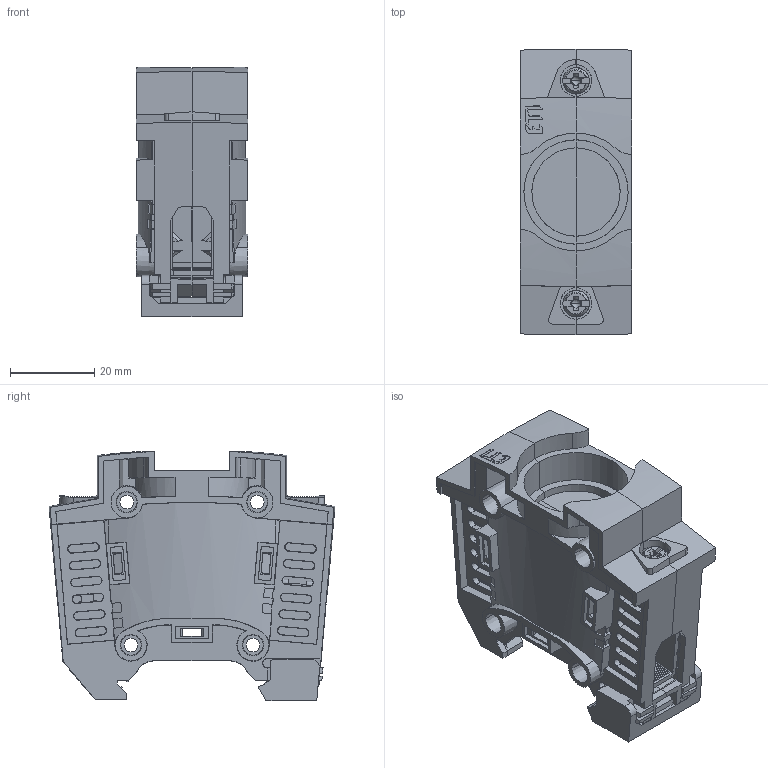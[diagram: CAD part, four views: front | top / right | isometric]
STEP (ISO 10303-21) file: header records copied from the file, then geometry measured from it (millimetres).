
FILE_DESCRIPTION((''),'2;1');
FILE_NAME('BETA_ASM','2021-05-10T',('marketing.praksa'),('Audax d.o.o.'),'CREO PARAMETRIC BY PTC INC, 2017480','CREO PARAMETRIC BY PTC INC, 2017480','');
FILE_SCHEMA(('AUTOMOTIVE_DESIGN { 1 0 10303 214 1 1 1 1 }'));
Products named in the file (13): ASM0100_ASM_1; 89_SCREW_1_1_2_3_4_5_1; PRT0143_1_1; PRT0143_1_2; PRT0143_1_3; PRT0143_1_ASM; 0000000470_1_1_1_2_3_4_5_1; ASM0094_ASM_1_1_2_3_4_5_ASM_1_ASM; 0000040176_1_1_1_2_3_4_5_1; POKROV_7_1; PRT9501_1; 0000040414_2_1; BETA_ASM
Assembly tree (13 placements, depth 4):
  BETA_ASM
    ASM0100_ASM_1
    89_SCREW_1_1_2_3_4_5_1  x2
    ASM0094_ASM_1_1_2_3_4_5_ASM_1_ASM
      PRT0143_1_ASM
        PRT0143_1_1
        PRT0143_1_2
        PRT0143_1_3
      0000000470_1_1_1_2_3_4_5_1
    0000040176_1_1_1_2_3_4_5_1
    POKROV_7_1
    PRT9501_1
    0000040414_2_1
Bounding box: 26.6 x 68 x 59.26 mm (x, y, z)
Volume: 49364.1 mm3; surface area: 36533.5 mm2
Topology: 10 solids, 23 shells, 1727 faces, 5002 edges, 3370 vertices
Faces by surface type: plane 1253, cylinder 238, cone 216, bspline 8, torus 8, sphere 4
Entity records: 77198 total; most frequent: CARTESIAN_POINT 12634, ORIENTED_EDGE 9684, DIRECTION 8631, EDGE_CURVE 4868, PRESENTATION_STYLE_ASSIGNMENT 4196, STYLED_ITEM 4196, VECTOR 3359, LINE 3359
